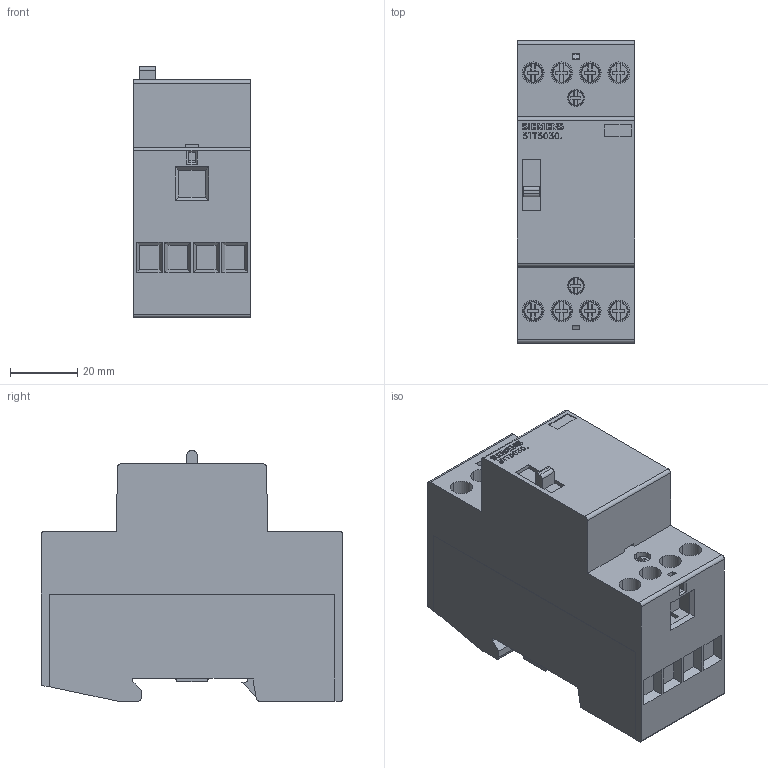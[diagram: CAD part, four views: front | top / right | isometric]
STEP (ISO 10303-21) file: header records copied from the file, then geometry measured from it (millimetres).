
FILE_DESCRIPTION(('STEP AP214'),'1');
FILE_NAME('cctmp_CBD7B543-6774-4A24-B52C-75E03974EBD0_2023_07_22_08_48_08_0778..stp','2023-07-22T06:48:09',('SIEMENS A&D'),('CADClick - www.CADClick.com'),'Spatial InterOp 3D postprocessed',' ','unknown authorization');
FILE_SCHEMA(('AUTOMOTIVE_DESIGN'));
Length unit declared in the file: millimetre
Products named in the file (4): cc_unnamed; 2023_07_22_08_48_08_0733; 2023_07_22_08_48_08_0730; 2023_07_22_08_48_08_0726
Assembly tree (3 placements, depth 2):
  cc_unnamed
    2023_07_22_08_48_08_0733
    2023_07_22_08_48_08_0730
    2023_07_22_08_48_08_0726
Bounding box: 35 x 90 x 74.6 mm (x, y, z)
Volume: 172575.4 mm3; surface area: 29081.7 mm2
Topology: 3 solids, 14 shells, 830 faces, 2176 edges, 1436 vertices
Faces by surface type: plane 674, cylinder 96, torus 40, cone 20
Entity records: 42712 total; most frequent: CARTESIAN_POINT 4930, STYLED_ITEM 4445, PRESENTATION_STYLE_ASSIGNMENT 4445, ORIENTED_EDGE 4352, DIRECTION 4144, EDGE_CURVE 2176, CURVE_STYLE 2176, DRAUGHTING_PRE_DEFINED_CURVE_FONT 2176
